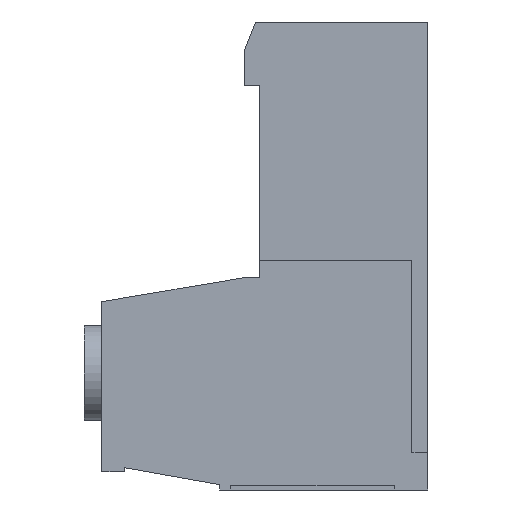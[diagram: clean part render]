
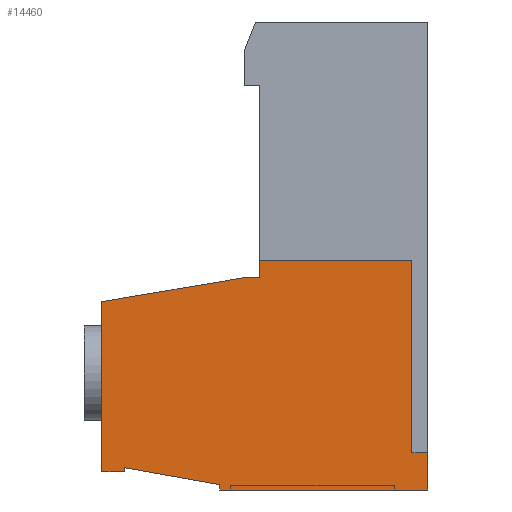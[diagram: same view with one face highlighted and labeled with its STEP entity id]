
A CAD part, left-side view. The second image highlights one B-rep face of the part: STEP entity #14460.
In plain terms, the highlighted planar face has unit normal (-1, 0, 0).
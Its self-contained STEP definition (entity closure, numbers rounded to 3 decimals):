
#235 = CARTESIAN_POINT ( 'NONE',  ( 0., 15.33, -21.15 ) ) ;
#850 = LINE ( 'NONE', #13660, #20788 ) ;
#2396 = DIRECTION ( 'NONE',  ( 0., 1., 0. ) ) ;
#2615 = EDGE_CURVE ( 'NONE', #3556, #6104, #9256, .T. ) ;
#2725 = LINE ( 'NONE', #23459, #23180 ) ;
#2860 = DIRECTION ( 'NONE',  ( 0., -1., 0. ) ) ;
#2977 = LINE ( 'NONE', #22238, #13632 ) ;
#3260 = VECTOR ( 'NONE', #7878, 1000. ) ;
#3360 = DIRECTION ( 'NONE',  ( 0., 0., -1. ) ) ;
#3506 = EDGE_CURVE ( 'NONE', #6440, #3556, #8562, .T. ) ;
#3556 = VERTEX_POINT ( 'NONE', #235 ) ;
#3626 = CARTESIAN_POINT ( 'NONE',  ( 0., 9.77, -22. ) ) ;
#3629 = ORIENTED_EDGE ( 'NONE', *, *, #3506, .F. ) ;
#3935 = VECTOR ( 'NONE', #24783, 1000. ) ;
#4263 = CARTESIAN_POINT ( 'NONE',  ( 0., 14.25, -21.15 ) ) ;
#4417 = EDGE_CURVE ( 'NONE', #6971, #6843, #11979, .T. ) ;
#4470 = PLANE ( 'NONE',  #14452 ) ;
#5302 = ORIENTED_EDGE ( 'NONE', *, *, #13446, .F. ) ;
#5328 = VERTEX_POINT ( 'NONE', #15750 ) ;
#6070 = VECTOR ( 'NONE', #7402, 1000. ) ;
#6104 = VERTEX_POINT ( 'NONE', #8418 ) ;
#6289 = VERTEX_POINT ( 'NONE', #7095 ) ;
#6312 = VERTEX_POINT ( 'NONE', #23008 ) ;
#6389 = VERTEX_POINT ( 'NONE', #15332 ) ;
#6440 = VERTEX_POINT ( 'NONE', #19549 ) ;
#6463 = DIRECTION ( 'NONE',  ( 0., 0., -1. ) ) ;
#6556 = ORIENTED_EDGE ( 'NONE', *, *, #23567, .F. ) ;
#6619 = VERTEX_POINT ( 'NONE', #16394 ) ;
#6843 = VERTEX_POINT ( 'NONE', #13121 ) ;
#6925 = EDGE_CURVE ( 'NONE', #6104, #6389, #12279, .T. ) ;
#6971 = VERTEX_POINT ( 'NONE', #21411 ) ;
#7095 = CARTESIAN_POINT ( 'NONE',  ( 0., 7.9, -12. ) ) ;
#7137 = VERTEX_POINT ( 'NONE', #21990 ) ;
#7251 = VERTEX_POINT ( 'NONE', #14511 ) ;
#7341 = CARTESIAN_POINT ( 'NONE',  ( 0., 15.33, -13.15 ) ) ;
#7348 = VERTEX_POINT ( 'NONE', #24550 ) ;
#7402 = DIRECTION ( 'NONE',  ( 0., 0., -1. ) ) ;
#7559 = VECTOR ( 'NONE', #15312, 1000. ) ;
#7878 = DIRECTION ( 'NONE',  ( 0., 1., 0. ) ) ;
#8411 = ORIENTED_EDGE ( 'NONE', *, *, #15151, .F. ) ;
#8418 = CARTESIAN_POINT ( 'NONE',  ( 0., 15.33, -13.15 ) ) ;
#8562 = LINE ( 'NONE', #4263, #3260 ) ;
#8702 = DIRECTION ( 'NONE',  ( 0., 0., 1. ) ) ;
#9256 = LINE ( 'NONE', #23904, #3935 ) ;
#10094 = EDGE_CURVE ( 'NONE', #6843, #6619, #2725, .T. ) ;
#10355 = VECTOR ( 'NONE', #2396, 1000. ) ;
#10407 = DIRECTION ( 'NONE',  ( 0., -1., 0. ) ) ;
#10723 = LINE ( 'NONE', #24789, #14797 ) ;
#10737 = VECTOR ( 'NONE', #8702, 1000. ) ;
#11412 = LINE ( 'NONE', #17380, #6070 ) ;
#11625 = ORIENTED_EDGE ( 'NONE', *, *, #22945, .F. ) ;
#11979 = LINE ( 'NONE', #3626, #17289 ) ;
#12231 = EDGE_CURVE ( 'NONE', #6312, #5328, #2977, .T. ) ;
#12279 = LINE ( 'NONE', #7341, #7559 ) ;
#12441 = CARTESIAN_POINT ( 'NONE',  ( 0., 0., 0. ) ) ;
#12525 = EDGE_CURVE ( 'NONE', #5328, #7348, #11412, .T. ) ;
#12688 = ORIENTED_EDGE ( 'NONE', *, *, #10094, .F. ) ;
#12927 = CARTESIAN_POINT ( 'NONE',  ( 0., 0.75, -20.25 ) ) ;
#13121 = CARTESIAN_POINT ( 'NONE',  ( 0., 9.77, -21.75 ) ) ;
#13446 = EDGE_CURVE ( 'NONE', #6389, #6289, #10723, .T. ) ;
#13632 = VECTOR ( 'NONE', #10407, 1000. ) ;
#13660 = CARTESIAN_POINT ( 'NONE',  ( 0., 0., 0. ) ) ;
#13729 = DIRECTION ( 'NONE',  ( 0., 0.984, 0.176 ) ) ;
#14381 = CARTESIAN_POINT ( 'NONE',  ( 0., 0., -22. ) ) ;
#14452 = AXIS2_PLACEMENT_3D ( 'NONE', #12441, #18419, #6463 ) ;
#14460 = ADVANCED_FACE ( 'NONE', ( #21518 ), #4470, .F. ) ;
#14511 = CARTESIAN_POINT ( 'NONE',  ( 0., 0., -20.25 ) ) ;
#14797 = VECTOR ( 'NONE', #22875, 1000. ) ;
#14997 = ORIENTED_EDGE ( 'NONE', *, *, #6925, .F. ) ;
#15151 = EDGE_CURVE ( 'NONE', #7348, #7251, #16319, .T. ) ;
#15270 = ORIENTED_EDGE ( 'NONE', *, *, #21026, .F. ) ;
#15312 = DIRECTION ( 'NONE',  ( 0., -0.986, 0.167 ) ) ;
#15332 = CARTESIAN_POINT ( 'NONE',  ( 0., 8.53, -12. ) ) ;
#15441 = LINE ( 'NONE', #22545, #10737 ) ;
#15750 = CARTESIAN_POINT ( 'NONE',  ( 0., 0.75, -11.2 ) ) ;
#16319 = LINE ( 'NONE', #12927, #25396 ) ;
#16394 = CARTESIAN_POINT ( 'NONE',  ( 0., 14.25, -20.95 ) ) ;
#16493 = ORIENTED_EDGE ( 'NONE', *, *, #12525, .F. ) ;
#16640 = ORIENTED_EDGE ( 'NONE', *, *, #16810, .F. ) ;
#16810 = EDGE_CURVE ( 'NONE', #7251, #7137, #850, .T. ) ;
#17289 = VECTOR ( 'NONE', #19556, 1000. ) ;
#17380 = CARTESIAN_POINT ( 'NONE',  ( 0., 0.75, -11.2 ) ) ;
#18419 = DIRECTION ( 'NONE',  ( 1., 0., 0. ) ) ;
#19307 = CARTESIAN_POINT ( 'NONE',  ( 0., 14.25, -20.95 ) ) ;
#19540 = ORIENTED_EDGE ( 'NONE', *, *, #2615, .F. ) ;
#19549 = CARTESIAN_POINT ( 'NONE',  ( 0., 14.25, -21.15 ) ) ;
#19556 = DIRECTION ( 'NONE',  ( 0., 0., 1. ) ) ;
#19684 = LINE ( 'NONE', #14381, #10355 ) ;
#19722 = VECTOR ( 'NONE', #3360, 1000. ) ;
#20788 = VECTOR ( 'NONE', #25331, 1000. ) ;
#20812 = EDGE_LOOP ( 'NONE', ( #22247, #11625, #5302, #14997, #19540, #3629, #6556, #12688, #24574, #15270, #16640, #8411, #16493 ) ) ;
#20933 = LINE ( 'NONE', #19307, #19722 ) ;
#21026 = EDGE_CURVE ( 'NONE', #7137, #6971, #19684, .T. ) ;
#21411 = CARTESIAN_POINT ( 'NONE',  ( 0., 9.77, -22. ) ) ;
#21518 = FACE_OUTER_BOUND ( 'NONE', #20812, .T. ) ;
#21990 = CARTESIAN_POINT ( 'NONE',  ( 0., 0., -22. ) ) ;
#22238 = CARTESIAN_POINT ( 'NONE',  ( 0., 7.9, -11.2 ) ) ;
#22247 = ORIENTED_EDGE ( 'NONE', *, *, #12231, .F. ) ;
#22545 = CARTESIAN_POINT ( 'NONE',  ( 0., 7.9, -12. ) ) ;
#22875 = DIRECTION ( 'NONE',  ( 0., -1., 0. ) ) ;
#22945 = EDGE_CURVE ( 'NONE', #6289, #6312, #15441, .T. ) ;
#23008 = CARTESIAN_POINT ( 'NONE',  ( 0., 7.9, -11.2 ) ) ;
#23180 = VECTOR ( 'NONE', #13729, 1000. ) ;
#23459 = CARTESIAN_POINT ( 'NONE',  ( 0., 9.77, -21.75 ) ) ;
#23567 = EDGE_CURVE ( 'NONE', #6619, #6440, #20933, .T. ) ;
#23904 = CARTESIAN_POINT ( 'NONE',  ( 0., 15.33, -21.15 ) ) ;
#24550 = CARTESIAN_POINT ( 'NONE',  ( 0., 0.75, -20.25 ) ) ;
#24574 = ORIENTED_EDGE ( 'NONE', *, *, #4417, .F. ) ;
#24783 = DIRECTION ( 'NONE',  ( 0., 0., 1. ) ) ;
#24789 = CARTESIAN_POINT ( 'NONE',  ( 0., 8.53, -12. ) ) ;
#25331 = DIRECTION ( 'NONE',  ( 0., 0., -1. ) ) ;
#25396 = VECTOR ( 'NONE', #2860, 1000. ) ;
